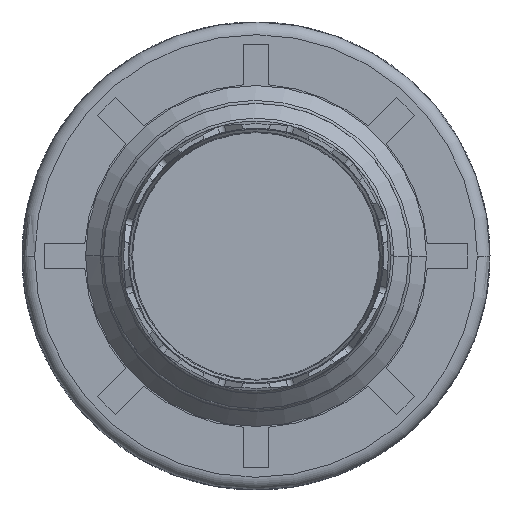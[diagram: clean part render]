
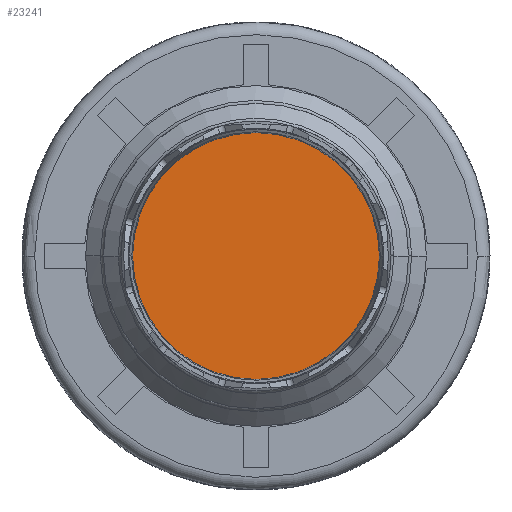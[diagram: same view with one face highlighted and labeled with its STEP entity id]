
A CAD part, left-side view. The second image highlights one B-rep face of the part: STEP entity #23241.
In plain terms, the highlighted planar face has unit normal (-1, 0, 0).
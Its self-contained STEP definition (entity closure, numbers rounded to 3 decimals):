
#8849=CARTESIAN_POINT('',(-16.75,0.,0.));
#8850=DIRECTION('',(-1.,0.,0.));
#8851=DIRECTION('',(0.,1.,0.));
#8852=AXIS2_PLACEMENT_3D('',#8849,#8850,#8851);
#8863=CARTESIAN_POINT('',(-16.75,0.,0.));
#8864=DIRECTION('',(-1.,0.,0.));
#8865=DIRECTION('',(0.,-1.,0.));
#8866=AXIS2_PLACEMENT_3D('',#8863,#8864,#8865);
#10588=CARTESIAN_POINT('',(-16.75,4.85,0.));
#10589=CARTESIAN_POINT('',(-16.75,-4.85,0.));
#10590=VERTEX_POINT('',#10588);
#10591=VERTEX_POINT('',#10589);
#23231=CARTESIAN_POINT('',(-16.75,0.,0.));
#23232=DIRECTION('',(-1.,0.,0.));
#23233=DIRECTION('',(0.,1.,0.));
#23234=AXIS2_PLACEMENT_3D('',#23231,#23232,#23233);
#23235=PLANE('',#23234);
#23236=ORIENTED_EDGE('',*,*,#23214,.F.);
#23238=ORIENTED_EDGE('',*,*,#23237,.F.);
#23239=EDGE_LOOP('',(#23236,#23238));
#23240=FACE_OUTER_BOUND('',#23239,.F.);
#8853=CIRCLE('',#8852,4.85);
#8867=CIRCLE('',#8866,4.85);
#23214=EDGE_CURVE('',#10590,#10591,#8853,.T.);
#23237=EDGE_CURVE('',#10591,#10590,#8867,.T.);
#23241=ADVANCED_FACE('',(#23240),#23235,.T.);
